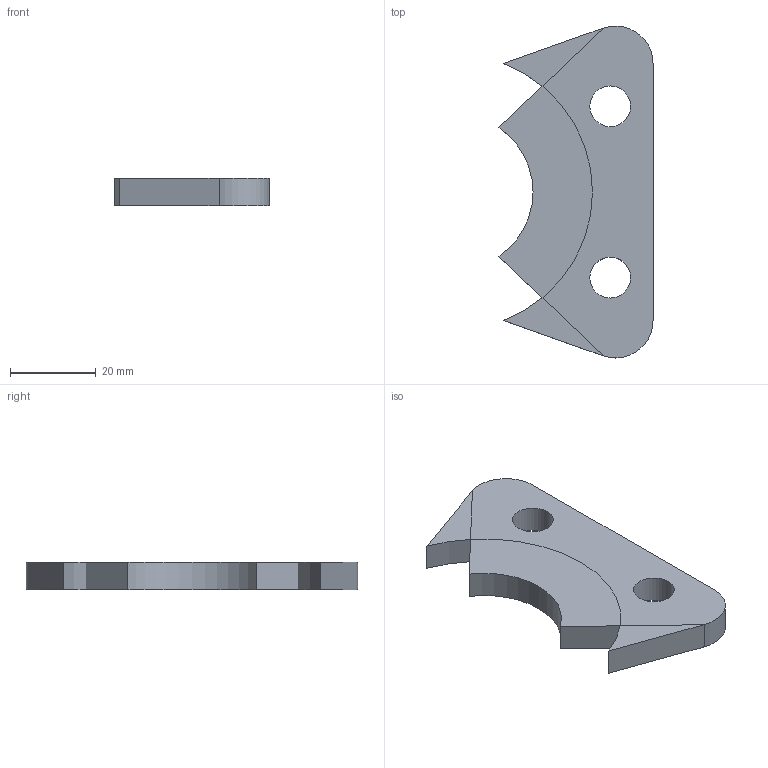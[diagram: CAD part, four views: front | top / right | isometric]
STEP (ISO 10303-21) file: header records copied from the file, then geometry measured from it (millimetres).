
FILE_DESCRIPTION(/* description */ (''),/* implementation_level */ '2;1');
FILE_NAME(/* name */ 'Cleaners.step',/* time_stamp */ '2025-09-25T19:28:51-06:00',/* author */ (''),/* organization */ (''),/* preprocessor_version */ 'ST-DEVELOPER v20.1',/* originating_system */ 'Autodesk Translation Framework v14.17.0.0',/* authorisation */ '');
FILE_SCHEMA (('AUTOMOTIVE_DESIGN { 1 0 10303 214 3 1 1 }'));
Length unit declared in the file: millimetre
Products named in the file (3): Cleaners; Shave Cleaner; Spacer Cleaner
Assembly tree (2 placements, depth 2):
  Cleaners
    Shave Cleaner
    Spacer Cleaner
Bounding box: 35.99 x 77.5 x 6.35 mm (x, y, z)
Surface area: 9936.3 mm2
Topology: 2 solids, 2 shells, 20 faces, 48 edges, 32 vertices
Faces by surface type: cylinder 10, plane 10
Full cylindrical faces by diameter (mm): 9.53 x4
Entity records: 700 total; most frequent: DIRECTION 118, CARTESIAN_POINT 105, ORIENTED_EDGE 96, EDGE_CURVE 48, AXIS2_PLACEMENT_3D 45, VERTEX_POINT 32, EDGE_LOOP 28, LINE 28
